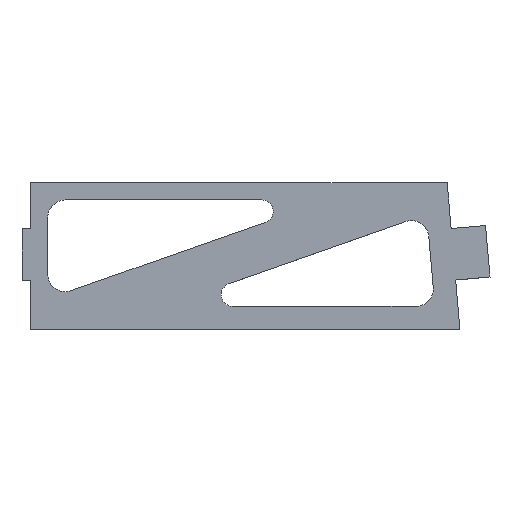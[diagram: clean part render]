
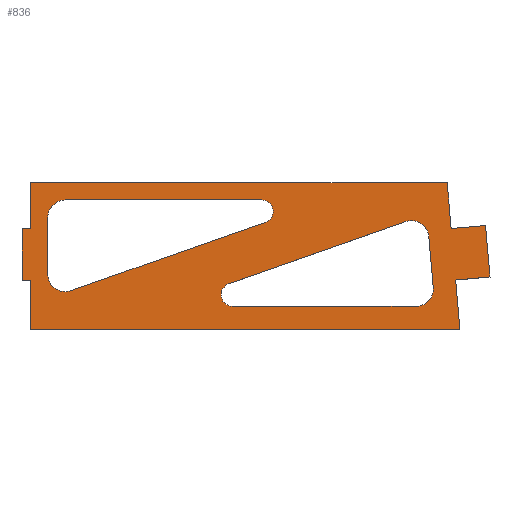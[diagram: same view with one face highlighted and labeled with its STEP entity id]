
A CAD part, top view. The second image highlights one B-rep face of the part: STEP entity #836.
In plain terms, the highlighted planar face has unit normal (0, 0, 1).
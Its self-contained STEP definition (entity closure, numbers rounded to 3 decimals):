
#36=CARTESIAN_POINT('Line Origine',(36.25,0.,3.)) ;
#40=CARTESIAN_POINT('Vertex',(0.,0.,3.)) ;
#42=CARTESIAN_POINT('Vertex',(72.5,0.,3.)) ;
#76=CARTESIAN_POINT('Line Origine',(72.849,-3.985,3.)) ;
#80=CARTESIAN_POINT('Vertex',(73.197,-7.97,3.)) ;
#107=CARTESIAN_POINT('Line Origine',(76.186,-7.708,3.)) ;
#111=CARTESIAN_POINT('Vertex',(79.174,-7.447,3.)) ;
#138=CARTESIAN_POINT('Line Origine',(79.567,-11.929,3.)) ;
#142=CARTESIAN_POINT('Vertex',(79.959,-16.412,3.)) ;
#169=CARTESIAN_POINT('Line Origine',(76.97,-16.674,3.)) ;
#173=CARTESIAN_POINT('Vertex',(73.982,-16.935,3.)) ;
#195=CARTESIAN_POINT('Line Origine',(74.356,-21.218,3.)) ;
#199=CARTESIAN_POINT('Vertex',(74.731,-25.5,3.)) ;
#226=CARTESIAN_POINT('Line Origine',(37.365,-25.5,3.)) ;
#230=CARTESIAN_POINT('Vertex',(0.,-25.5,3.)) ;
#257=CARTESIAN_POINT('Line Origine',(0.,-21.25,3.)) ;
#261=CARTESIAN_POINT('Vertex',(0.,-17.,3.)) ;
#288=CARTESIAN_POINT('Line Origine',(-0.75,-17.,3.)) ;
#292=CARTESIAN_POINT('Vertex',(-1.5,-17.,3.)) ;
#319=CARTESIAN_POINT('Line Origine',(-1.5,-12.5,3.)) ;
#323=CARTESIAN_POINT('Vertex',(-1.5,-8.,3.)) ;
#350=CARTESIAN_POINT('Line Origine',(-0.75,-8.,3.)) ;
#354=CARTESIAN_POINT('Vertex',(0.,-8.,3.)) ;
#376=CARTESIAN_POINT('Line Origine',(0.,-4.,3.)) ;
#404=CARTESIAN_POINT('Vertex',(6.995,-18.799,3.)) ;
#418=CARTESIAN_POINT('Vertex',(3.,-15.969,3.)) ;
#421=CARTESIAN_POINT('Axis2P3D Location',(6.,-15.969,3.)) ;
#444=CARTESIAN_POINT('Vertex',(40.865,-6.887,3.)) ;
#452=CARTESIAN_POINT('Line Origine',(23.93,-12.843,3.)) ;
#475=CARTESIAN_POINT('Vertex',(40.201,-3.,3.)) ;
#483=CARTESIAN_POINT('Axis2P3D Location',(40.201,-5.,3.)) ;
#506=CARTESIAN_POINT('Vertex',(6.,-3.,3.)) ;
#514=CARTESIAN_POINT('Line Origine',(23.101,-3.,3.)) ;
#537=CARTESIAN_POINT('Vertex',(3.,-6.,3.)) ;
#545=CARTESIAN_POINT('Axis2P3D Location',(6.,-6.,3.)) ;
#567=CARTESIAN_POINT('Line Origine',(3.,-10.985,3.)) ;
#590=CARTESIAN_POINT('Vertex',(35.142,-21.5,3.)) ;
#604=CARTESIAN_POINT('Vertex',(34.478,-17.613,3.)) ;
#607=CARTESIAN_POINT('Axis2P3D Location',(35.142,-19.5,3.)) ;
#630=CARTESIAN_POINT('Vertex',(67.092,-21.5,3.)) ;
#638=CARTESIAN_POINT('Line Origine',(51.117,-21.5,3.)) ;
#661=CARTESIAN_POINT('Vertex',(70.08,-18.239,3.)) ;
#669=CARTESIAN_POINT('Axis2P3D Location',(67.092,-18.5,3.)) ;
#692=CARTESIAN_POINT('Vertex',(69.301,-9.335,3.)) ;
#700=CARTESIAN_POINT('Line Origine',(69.691,-13.787,3.)) ;
#723=CARTESIAN_POINT('Vertex',(65.317,-6.766,3.)) ;
#731=CARTESIAN_POINT('Axis2P3D Location',(66.313,-9.597,3.)) ;
#753=CARTESIAN_POINT('Line Origine',(49.898,-12.19,3.)) ;
#801=CARTESIAN_POINT('Axis2P3D Location',(0.,0.,3.)) ;
#38=VECTOR('Line Direction',#37,1.) ;
#78=VECTOR('Line Direction',#77,1.) ;
#109=VECTOR('Line Direction',#108,1.) ;
#140=VECTOR('Line Direction',#139,1.) ;
#171=VECTOR('Line Direction',#170,1.) ;
#197=VECTOR('Line Direction',#196,1.) ;
#228=VECTOR('Line Direction',#227,1.) ;
#259=VECTOR('Line Direction',#258,1.) ;
#290=VECTOR('Line Direction',#289,1.) ;
#321=VECTOR('Line Direction',#320,1.) ;
#352=VECTOR('Line Direction',#351,1.) ;
#378=VECTOR('Line Direction',#377,1.) ;
#454=VECTOR('Line Direction',#453,1.) ;
#516=VECTOR('Line Direction',#515,1.) ;
#569=VECTOR('Line Direction',#568,1.) ;
#640=VECTOR('Line Direction',#639,1.) ;
#702=VECTOR('Line Direction',#701,1.) ;
#755=VECTOR('Line Direction',#754,1.) ;
#37=DIRECTION('Vector Direction',(-1.,0.,0.)) ;
#77=DIRECTION('Vector Direction',(-0.087,0.996,0.)) ;
#108=DIRECTION('Vector Direction',(-0.996,-0.087,0.)) ;
#139=DIRECTION('Vector Direction',(-0.087,0.996,0.)) ;
#170=DIRECTION('Vector Direction',(0.996,0.087,0.)) ;
#196=DIRECTION('Vector Direction',(-0.087,0.996,0.)) ;
#227=DIRECTION('Vector Direction',(1.,0.,0.)) ;
#258=DIRECTION('Vector Direction',(0.,-1.,0.)) ;
#289=DIRECTION('Vector Direction',(1.,0.,0.)) ;
#320=DIRECTION('Vector Direction',(0.,-1.,0.)) ;
#351=DIRECTION('Vector Direction',(-1.,0.,0.)) ;
#377=DIRECTION('Vector Direction',(0.,-1.,0.)) ;
#422=DIRECTION('Axis2P3D Direction',(0.,0.,-1.)) ;
#453=DIRECTION('Vector Direction',(-0.943,-0.332,0.)) ;
#484=DIRECTION('Axis2P3D Direction',(0.,0.,-1.)) ;
#515=DIRECTION('Vector Direction',(1.,0.,0.)) ;
#546=DIRECTION('Axis2P3D Direction',(0.,0.,-1.)) ;
#568=DIRECTION('Vector Direction',(0.,1.,0.)) ;
#608=DIRECTION('Axis2P3D Direction',(0.,0.,-1.)) ;
#639=DIRECTION('Vector Direction',(-1.,0.,0.)) ;
#670=DIRECTION('Axis2P3D Direction',(0.,0.,-1.)) ;
#701=DIRECTION('Vector Direction',(0.087,-0.996,0.)) ;
#732=DIRECTION('Axis2P3D Direction',(0.,0.,-1.)) ;
#754=DIRECTION('Vector Direction',(0.943,0.332,0.)) ;
#802=DIRECTION('Axis2P3D Direction',(0.,0.,-1.)) ;
#803=DIRECTION('Axis2P3D XDirection',(1.,0.,0.)) ;
#423=AXIS2_PLACEMENT_3D('Circle Axis2P3D',#421,#422,$) ;
#485=AXIS2_PLACEMENT_3D('Circle Axis2P3D',#483,#484,$) ;
#547=AXIS2_PLACEMENT_3D('Circle Axis2P3D',#545,#546,$) ;
#609=AXIS2_PLACEMENT_3D('Circle Axis2P3D',#607,#608,$) ;
#671=AXIS2_PLACEMENT_3D('Circle Axis2P3D',#669,#670,$) ;
#733=AXIS2_PLACEMENT_3D('Circle Axis2P3D',#731,#732,$) ;
#804=AXIS2_PLACEMENT_3D('Plane Axis2P3D',#801,#802,#803) ;
#39=LINE('Line',#36,#38) ;
#79=LINE('Line',#76,#78) ;
#110=LINE('Line',#107,#109) ;
#141=LINE('Line',#138,#140) ;
#172=LINE('Line',#169,#171) ;
#198=LINE('Line',#195,#197) ;
#229=LINE('Line',#226,#228) ;
#260=LINE('Line',#257,#259) ;
#291=LINE('Line',#288,#290) ;
#322=LINE('Line',#319,#321) ;
#353=LINE('Line',#350,#352) ;
#379=LINE('Line',#376,#378) ;
#455=LINE('Line',#452,#454) ;
#517=LINE('Line',#514,#516) ;
#570=LINE('Line',#567,#569) ;
#641=LINE('Line',#638,#640) ;
#703=LINE('Line',#700,#702) ;
#756=LINE('Line',#753,#755) ;
#424=CIRCLE('generated circle',#423,3.) ;
#486=CIRCLE('generated circle',#485,2.) ;
#548=CIRCLE('generated circle',#547,3.) ;
#610=CIRCLE('generated circle',#609,2.) ;
#672=CIRCLE('generated circle',#671,3.) ;
#734=CIRCLE('generated circle',#733,3.) ;
#805=PLANE('',#804) ;
#827=FACE_BOUND('',#820,.T.) ;
#835=FACE_BOUND('',#828,.T.) ;
#44=EDGE_CURVE('',#41,#43,#39,.F.) ;
#82=EDGE_CURVE('',#43,#81,#79,.F.) ;
#113=EDGE_CURVE('',#81,#112,#110,.F.) ;
#144=EDGE_CURVE('',#112,#143,#141,.F.) ;
#175=EDGE_CURVE('',#143,#174,#172,.F.) ;
#201=EDGE_CURVE('',#174,#200,#198,.F.) ;
#232=EDGE_CURVE('',#200,#231,#229,.F.) ;
#263=EDGE_CURVE('',#231,#262,#260,.F.) ;
#294=EDGE_CURVE('',#262,#293,#291,.F.) ;
#325=EDGE_CURVE('',#293,#324,#322,.F.) ;
#356=EDGE_CURVE('',#324,#355,#353,.F.) ;
#380=EDGE_CURVE('',#355,#41,#379,.F.) ;
#425=EDGE_CURVE('',#405,#419,#424,.T.) ;
#456=EDGE_CURVE('',#445,#405,#455,.T.) ;
#487=EDGE_CURVE('',#476,#445,#486,.T.) ;
#518=EDGE_CURVE('',#507,#476,#517,.T.) ;
#549=EDGE_CURVE('',#538,#507,#548,.T.) ;
#571=EDGE_CURVE('',#419,#538,#570,.T.) ;
#611=EDGE_CURVE('',#591,#605,#610,.T.) ;
#642=EDGE_CURVE('',#631,#591,#641,.T.) ;
#673=EDGE_CURVE('',#662,#631,#672,.T.) ;
#704=EDGE_CURVE('',#693,#662,#703,.T.) ;
#735=EDGE_CURVE('',#724,#693,#734,.T.) ;
#757=EDGE_CURVE('',#605,#724,#756,.T.) ;
#807=ORIENTED_EDGE('',*,*,#380,.F.) ;
#808=ORIENTED_EDGE('',*,*,#356,.F.) ;
#809=ORIENTED_EDGE('',*,*,#325,.F.) ;
#810=ORIENTED_EDGE('',*,*,#294,.F.) ;
#811=ORIENTED_EDGE('',*,*,#263,.F.) ;
#812=ORIENTED_EDGE('',*,*,#232,.F.) ;
#813=ORIENTED_EDGE('',*,*,#201,.F.) ;
#814=ORIENTED_EDGE('',*,*,#175,.F.) ;
#815=ORIENTED_EDGE('',*,*,#144,.F.) ;
#816=ORIENTED_EDGE('',*,*,#113,.F.) ;
#817=ORIENTED_EDGE('',*,*,#82,.F.) ;
#818=ORIENTED_EDGE('',*,*,#44,.F.) ;
#821=ORIENTED_EDGE('',*,*,#571,.T.) ;
#822=ORIENTED_EDGE('',*,*,#549,.T.) ;
#823=ORIENTED_EDGE('',*,*,#518,.T.) ;
#824=ORIENTED_EDGE('',*,*,#487,.T.) ;
#825=ORIENTED_EDGE('',*,*,#456,.T.) ;
#826=ORIENTED_EDGE('',*,*,#425,.T.) ;
#829=ORIENTED_EDGE('',*,*,#757,.T.) ;
#830=ORIENTED_EDGE('',*,*,#735,.T.) ;
#831=ORIENTED_EDGE('',*,*,#704,.T.) ;
#832=ORIENTED_EDGE('',*,*,#673,.T.) ;
#833=ORIENTED_EDGE('',*,*,#642,.T.) ;
#834=ORIENTED_EDGE('',*,*,#611,.T.) ;
#806=EDGE_LOOP('',(#807,#808,#809,#810,#811,#812,#813,#814,#815,#816,#817,#818)) ;
#820=EDGE_LOOP('',(#821,#822,#823,#824,#825,#826)) ;
#828=EDGE_LOOP('',(#829,#830,#831,#832,#833,#834)) ;
#41=VERTEX_POINT('',#40) ;
#43=VERTEX_POINT('',#42) ;
#81=VERTEX_POINT('',#80) ;
#112=VERTEX_POINT('',#111) ;
#143=VERTEX_POINT('',#142) ;
#174=VERTEX_POINT('',#173) ;
#200=VERTEX_POINT('',#199) ;
#231=VERTEX_POINT('',#230) ;
#262=VERTEX_POINT('',#261) ;
#293=VERTEX_POINT('',#292) ;
#324=VERTEX_POINT('',#323) ;
#355=VERTEX_POINT('',#354) ;
#405=VERTEX_POINT('',#404) ;
#419=VERTEX_POINT('',#418) ;
#445=VERTEX_POINT('',#444) ;
#476=VERTEX_POINT('',#475) ;
#507=VERTEX_POINT('',#506) ;
#538=VERTEX_POINT('',#537) ;
#591=VERTEX_POINT('',#590) ;
#605=VERTEX_POINT('',#604) ;
#631=VERTEX_POINT('',#630) ;
#662=VERTEX_POINT('',#661) ;
#693=VERTEX_POINT('',#692) ;
#724=VERTEX_POINT('',#723) ;
#836=ADVANCED_FACE('PartBody',(#819,#827,#835),#805,.F.) ;
#819=FACE_OUTER_BOUND('',#806,.T.) ;
